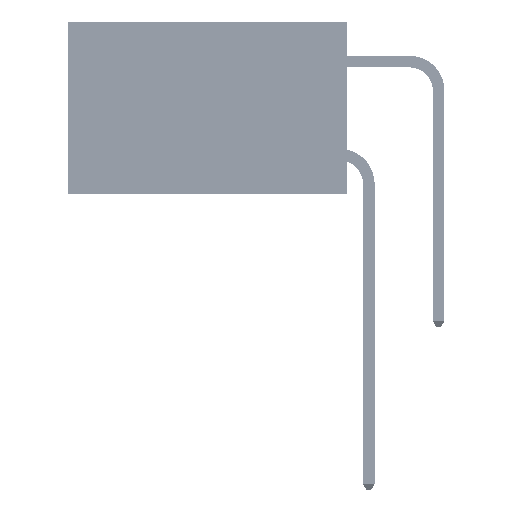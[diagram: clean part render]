
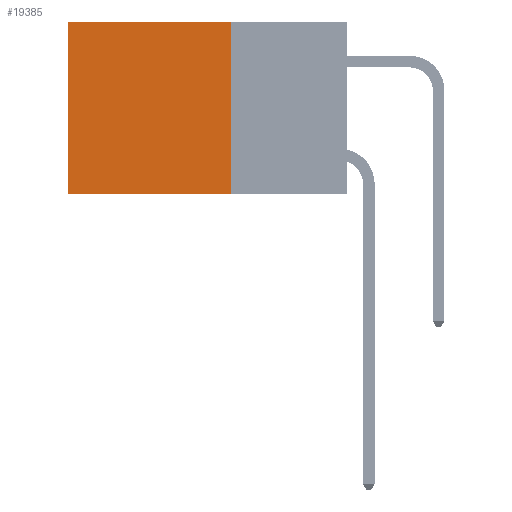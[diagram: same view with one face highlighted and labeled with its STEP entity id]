
A CAD part, left-side view. The second image highlights one B-rep face of the part: STEP entity #19385.
In plain terms, the highlighted planar face has unit normal (-1, 0, 0).
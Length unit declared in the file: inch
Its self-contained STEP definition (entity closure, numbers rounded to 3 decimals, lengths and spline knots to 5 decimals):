
#433 = LINE ( 'NONE', #9986, #20644 ) ;
#2010 = LINE ( 'NONE', #28710, #37980 ) ;
#4334 = EDGE_CURVE ( 'NONE', #35810, #9628, #433, .T. ) ;
#4808 = CARTESIAN_POINT ( 'NONE',  ( 0.2875, 0.25, 0. ) ) ;
#9323 = CARTESIAN_POINT ( 'NONE',  ( 0.2875, 0.25, -0.37 ) ) ;
#9628 = VERTEX_POINT ( 'NONE', #41434 ) ;
#9986 = CARTESIAN_POINT ( 'NONE',  ( 0.2875, 0.25, 0. ) ) ;
#12748 = DIRECTION ( 'NONE',  ( 0., 0., -1. ) ) ;
#13828 = ORIENTED_EDGE ( 'NONE', *, *, #21169, .T. ) ;
#16628 = DIRECTION ( 'NONE',  ( 1., 0., 0. ) ) ;
#17228 = ORIENTED_EDGE ( 'NONE', *, *, #51497, .F. ) ;
#18093 = DIRECTION ( 'NONE',  ( 0., 1., 0. ) ) ;
#18661 = EDGE_LOOP ( 'NONE', ( #13828, #17228, #29280, #29485 ) ) ;
#19385 = ADVANCED_FACE ( 'NONE', ( #29973 ), #45312, .F. ) ;
#20644 = VECTOR ( 'NONE', #18093, 39.37008 ) ;
#21169 = EDGE_CURVE ( 'NONE', #9628, #29046, #26555, .T. ) ;
#23181 = CARTESIAN_POINT ( 'NONE',  ( 0.2875, 0.6, 0. ) ) ;
#26555 = LINE ( 'NONE', #23181, #45411 ) ;
#28710 = CARTESIAN_POINT ( 'NONE',  ( 0.2875, 0.25, 0. ) ) ;
#29046 = VERTEX_POINT ( 'NONE', #38367 ) ;
#29280 = ORIENTED_EDGE ( 'NONE', *, *, #41464, .F. ) ;
#29485 = ORIENTED_EDGE ( 'NONE', *, *, #4334, .T. ) ;
#29973 = FACE_OUTER_BOUND ( 'NONE', #18661, .T. ) ;
#35810 = VERTEX_POINT ( 'NONE', #4808 ) ;
#36793 = DIRECTION ( 'NONE',  ( 0., 0., -1. ) ) ;
#37537 = DIRECTION ( 'NONE',  ( 0., 1., 0. ) ) ;
#37783 = VECTOR ( 'NONE', #37537, 39.37008 ) ;
#37980 = VECTOR ( 'NONE', #36793, 39.37008 ) ;
#38367 = CARTESIAN_POINT ( 'NONE',  ( 0.2875, 0.6, -0.37 ) ) ;
#38769 = CARTESIAN_POINT ( 'NONE',  ( 0.2875, 0.25, -0.37 ) ) ;
#41434 = CARTESIAN_POINT ( 'NONE',  ( 0.2875, 0.6, 0. ) ) ;
#41464 = EDGE_CURVE ( 'NONE', #35810, #51668, #2010, .T. ) ;
#42882 = DIRECTION ( 'NONE',  ( 0., 0., -1. ) ) ;
#44669 = LINE ( 'NONE', #9323, #37783 ) ;
#45312 = PLANE ( 'NONE',  #50835 ) ;
#45411 = VECTOR ( 'NONE', #42882, 39.37008 ) ;
#49360 = CARTESIAN_POINT ( 'NONE',  ( 0.2875, 0.25, 0. ) ) ;
#50835 = AXIS2_PLACEMENT_3D ( 'NONE', #49360, #16628, #12748 ) ;
#51497 = EDGE_CURVE ( 'NONE', #51668, #29046, #44669, .T. ) ;
#51668 = VERTEX_POINT ( 'NONE', #38769 ) ;
